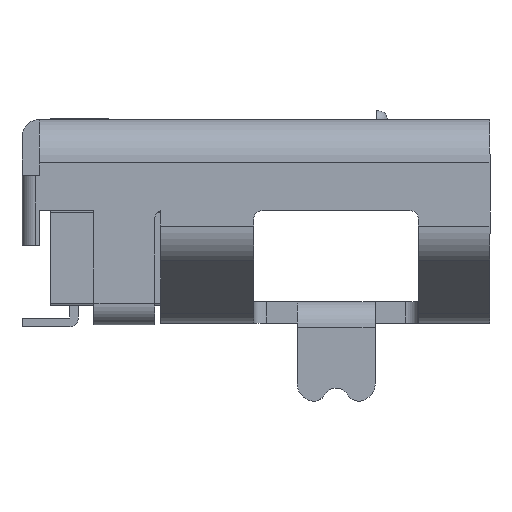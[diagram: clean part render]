
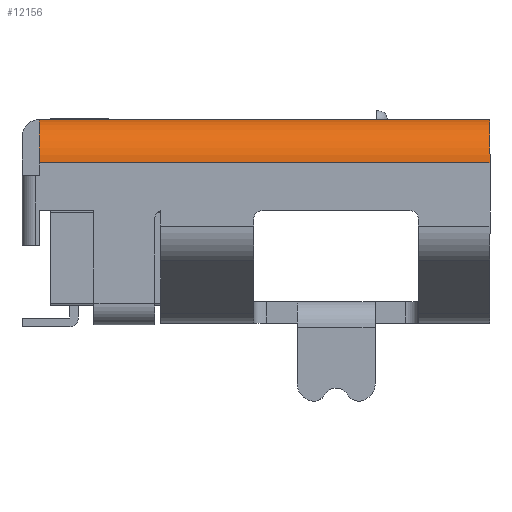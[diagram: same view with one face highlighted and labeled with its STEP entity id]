
A CAD part, left-side view. The second image highlights one B-rep face of the part: STEP entity #12156.
In plain terms, the highlighted cylindrical face has radius 0.5 mm (diameter 1 mm), a partial arc.
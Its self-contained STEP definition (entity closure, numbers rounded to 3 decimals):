
#117 = CARTESIAN_POINT ( 'NONE',  ( -3.2, -2.7, 2.35 ) ) ;
#478 = EDGE_CURVE ( 'NONE', #19173, #11792, #14885, .T. ) ;
#1368 = CARTESIAN_POINT ( 'NONE',  ( -3.2, 2.5, 2.35 ) ) ;
#2217 = VERTEX_POINT ( 'NONE', #22695 ) ;
#3649 = EDGE_CURVE ( 'NONE', #19173, #2217, #13723, .T. ) ;
#4580 = DIRECTION ( 'NONE',  ( 0., -1., 0. ) ) ;
#4695 = CARTESIAN_POINT ( 'NONE',  ( -3.2, -2.7, 1.85 ) ) ;
#6002 = CARTESIAN_POINT ( 'NONE',  ( -3.7, 2.5, 1.85 ) ) ;
#7276 = AXIS2_PLACEMENT_3D ( 'NONE', #4695, #4580, #12358 ) ;
#7489 = ORIENTED_EDGE ( 'NONE', *, *, #19253, .F. ) ;
#7735 = VECTOR ( 'NONE', #9506, 1000. ) ;
#9243 = ORIENTED_EDGE ( 'NONE', *, *, #478, .F. ) ;
#9334 = LINE ( 'NONE', #17071, #22999 ) ;
#9457 = DIRECTION ( 'NONE',  ( 0., -1., 0. ) ) ;
#9506 = DIRECTION ( 'NONE',  ( 0., -1., 0. ) ) ;
#9582 = FACE_OUTER_BOUND ( 'NONE', #10149, .T. ) ;
#10149 = EDGE_LOOP ( 'NONE', ( #9243, #20718, #7489, #17702 ) ) ;
#10852 = VERTEX_POINT ( 'NONE', #117 ) ;
#11226 = AXIS2_PLACEMENT_3D ( 'NONE', #23092, #23223, #11263 ) ;
#11263 = DIRECTION ( 'NONE',  ( 1., 0., 0. ) ) ;
#11792 = VERTEX_POINT ( 'NONE', #1368 ) ;
#12096 = AXIS2_PLACEMENT_3D ( 'NONE', #14450, #14581, #22098 ) ;
#12156 = ADVANCED_FACE ( 'NONE', ( #9582 ), #19377, .T. ) ;
#12157 = EDGE_CURVE ( 'NONE', #11792, #10852, #9334, .T. ) ;
#12358 = DIRECTION ( 'NONE',  ( -1., 0., 0. ) ) ;
#13354 = CIRCLE ( 'NONE', #7276, 0.5 ) ;
#13723 = LINE ( 'NONE', #21499, #7735 ) ;
#14450 = CARTESIAN_POINT ( 'NONE',  ( -3.2, 2.5, 1.85 ) ) ;
#14581 = DIRECTION ( 'NONE',  ( 0., 1., 0. ) ) ;
#14885 = CIRCLE ( 'NONE', #12096, 0.5 ) ;
#17071 = CARTESIAN_POINT ( 'NONE',  ( -3.2, 7.3, 2.35 ) ) ;
#17702 = ORIENTED_EDGE ( 'NONE', *, *, #12157, .F. ) ;
#19173 = VERTEX_POINT ( 'NONE', #6002 ) ;
#19253 = EDGE_CURVE ( 'NONE', #10852, #2217, #13354, .T. ) ;
#19377 = CYLINDRICAL_SURFACE ( 'NONE', #11226, 0.5 ) ;
#20718 = ORIENTED_EDGE ( 'NONE', *, *, #3649, .T. ) ;
#21499 = CARTESIAN_POINT ( 'NONE',  ( -3.7, 7.3, 1.85 ) ) ;
#22098 = DIRECTION ( 'NONE',  ( 0., 0., -1. ) ) ;
#22695 = CARTESIAN_POINT ( 'NONE',  ( -3.7, -2.7, 1.85 ) ) ;
#22999 = VECTOR ( 'NONE', #9457, 1000. ) ;
#23092 = CARTESIAN_POINT ( 'NONE',  ( -3.2, 7.3, 1.85 ) ) ;
#23223 = DIRECTION ( 'NONE',  ( 0., -1., 0. ) ) ;
